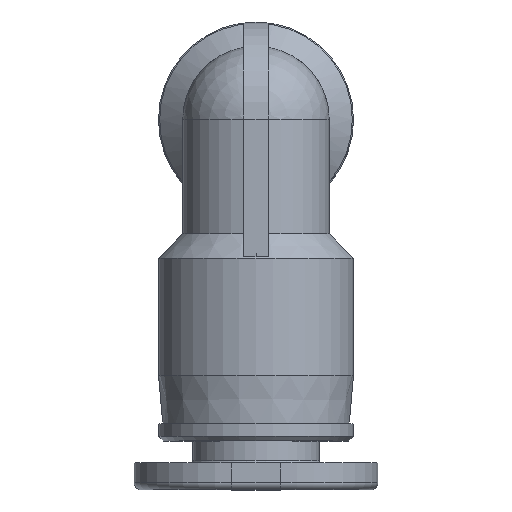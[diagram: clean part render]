
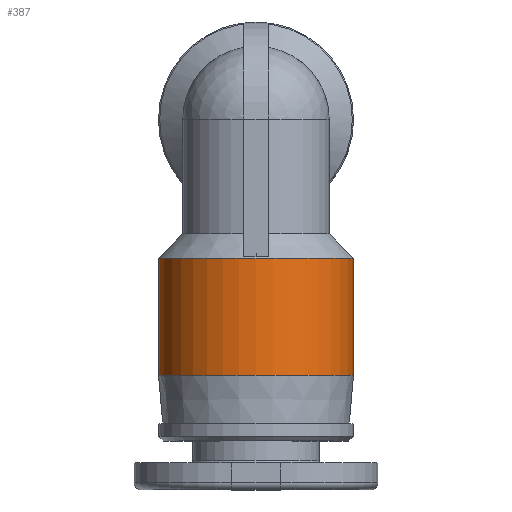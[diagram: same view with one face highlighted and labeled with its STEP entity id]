
A CAD part, top view. The second image highlights one B-rep face of the part: STEP entity #387.
In plain terms, the highlighted cylindrical face has radius 4 mm (diameter 8 mm), a partial arc.
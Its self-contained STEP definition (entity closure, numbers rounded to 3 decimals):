
#141=CARTESIAN_POINT('',(-4.,-0.1,11.3));
#142=VERTEX_POINT('',#141);
#151=CARTESIAN_POINT('',(4.0,-0.1,11.3));
#152=VERTEX_POINT('',#151);
#153=CARTESIAN_POINT('',(0.0,-0.1,11.3));
#154=DIRECTION('',(0.0,-1.0,0.0));
#155=DIRECTION('',(1.0,0.0,0.0));
#156=AXIS2_PLACEMENT_3D('',#153,#154,#155);
#157=CIRCLE('',#156,4.0);
#158=EDGE_CURVE('',#152,#142,#157,.T.);
#356=CARTESIAN_POINT('',(0.0,-6.9,11.3));
#357=DIRECTION('',(0.0,1.0,0.0));
#358=DIRECTION('',(1.0,0.0,0.0));
#359=AXIS2_PLACEMENT_3D('',#356,#357,#358);
#360=CYLINDRICAL_SURFACE('',#359,4.0);
#361=CARTESIAN_POINT('',(4.0,-4.9,11.3));
#362=VERTEX_POINT('',#361);
#363=CARTESIAN_POINT('',(4.0,-0.1,11.3));
#364=DIRECTION('',(0.0,-1.0,0.0));
#365=VECTOR('',#364,4.8);
#366=LINE('',#363,#365);
#367=EDGE_CURVE('',#152,#362,#366,.T.);
#368=ORIENTED_EDGE('',*,*,#367,.F.);
#369=ORIENTED_EDGE('',*,*,#158,.T.);
#370=CARTESIAN_POINT('',(-4.0,-4.9,11.3));
#371=VERTEX_POINT('',#370);
#372=CARTESIAN_POINT('',(-4.,-0.1,11.3));
#373=DIRECTION('',(0.0,-1.0,0.0));
#374=VECTOR('',#373,4.8);
#375=LINE('',#372,#374);
#376=EDGE_CURVE('',#142,#371,#375,.T.);
#377=ORIENTED_EDGE('',*,*,#376,.T.);
#378=CARTESIAN_POINT('',(0.0,-4.9,11.3));
#379=DIRECTION('',(0.0,-1.0,0.0));
#380=DIRECTION('',(-1.0,0.0,0.0));
#381=AXIS2_PLACEMENT_3D('',#378,#379,#380);
#382=CIRCLE('',#381,4.0);
#383=EDGE_CURVE('',#362,#371,#382,.T.);
#384=ORIENTED_EDGE('',*,*,#383,.F.);
#385=EDGE_LOOP('',(#368,#369,#377,#384));
#386=FACE_OUTER_BOUND('',#385,.T.);
#387=ADVANCED_FACE('',(#386),#360,.T.);
